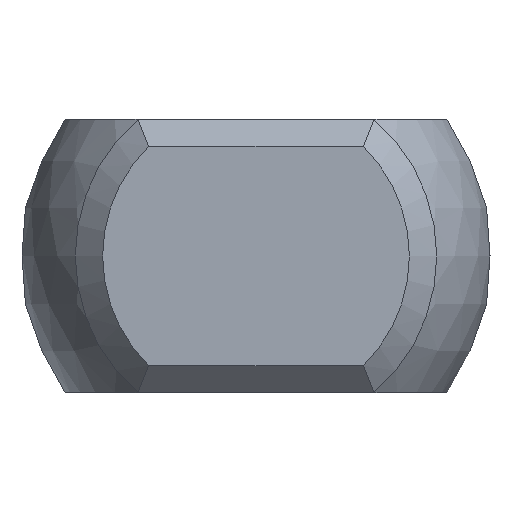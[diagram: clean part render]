
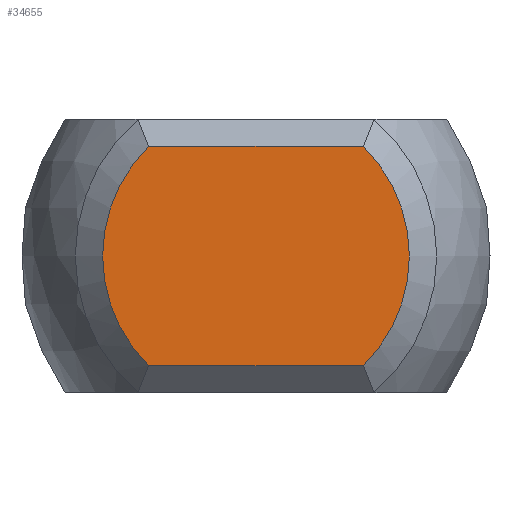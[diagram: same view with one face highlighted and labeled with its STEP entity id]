
A CAD part, left-side view. The second image highlights one B-rep face of the part: STEP entity #34655.
In plain terms, the highlighted planar face has unit normal (-1, 0, 0).
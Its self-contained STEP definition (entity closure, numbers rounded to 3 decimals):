
#33371 = PLANE('',#33372);
#33372 = AXIS2_PLACEMENT_3D('',#33373,#33374,#33375);
#33373 = CARTESIAN_POINT('',(-37.25,3.125,2.25));
#33374 = DIRECTION('',(0.707,0.,-0.707));
#33375 = DIRECTION('',(-0.707,0.,-0.707));
#34291 = EDGE_CURVE('',#34292,#34294,#34296,.T.);
#34292 = VERTEX_POINT('',#34293);
#34293 = CARTESIAN_POINT('',(-37.5,-1.96,-2.));
#34294 = VERTEX_POINT('',#34295);
#34295 = CARTESIAN_POINT('',(-37.5,-1.96,2.));
#34296 = SURFACE_CURVE('',#34297,(#34302,#34314),.PCURVE_S1.);
#34297 = CIRCLE('',#34298,2.8);
#34298 = AXIS2_PLACEMENT_3D('',#34299,#34300,#34301);
#34299 = CARTESIAN_POINT('',(-37.5,0.,0.));
#34300 = DIRECTION('',(-1.,0.,0.));
#34301 = DIRECTION('',(0.,-1.,0.));
#34302 = PCURVE('',#34303,#34308);
#34303 = CONICAL_SURFACE('',#34304,3.05,0.785);
#34304 = AXIS2_PLACEMENT_3D('',#34305,#34306,#34307);
#34305 = CARTESIAN_POINT('',(-37.25,0.,0.));
#34306 = DIRECTION('',(1.,0.,0.));
#34307 = DIRECTION('',(0.,-1.,0.));
#34308 = DEFINITIONAL_REPRESENTATION('',(#34309),#34313);
#34309 = LINE('',#34310,#34311);
#34310 = CARTESIAN_POINT('',(6.283,-0.25));
#34311 = VECTOR('',#34312,1.);
#34312 = DIRECTION('',(-1.,0.));
#34313 = ( GEOMETRIC_REPRESENTATION_CONTEXT(2) 
PARAMETRIC_REPRESENTATION_CONTEXT() REPRESENTATION_CONTEXT('2D SPACE',''
  ) );
#34314 = PCURVE('',#34315,#34320);
#34315 = PLANE('',#34316);
#34316 = AXIS2_PLACEMENT_3D('',#34317,#34318,#34319);
#34317 = CARTESIAN_POINT('',(-37.5,0.,0.));
#34318 = DIRECTION('',(1.,0.,0.));
#34319 = DIRECTION('',(0.,0.,-1.));
#34320 = DEFINITIONAL_REPRESENTATION('',(#34321),#34329);
#34321 = ( BOUNDED_CURVE() B_SPLINE_CURVE(2,(#34322,#34323,#34324,#34325
    ,#34326,#34327,#34328),.UNSPECIFIED.,.T.,.F.) 
B_SPLINE_CURVE_WITH_KNOTS((1,2,2,2,2,1),(-2.094,0.,
    2.094,4.189,6.283,8.378),
.UNSPECIFIED.) CURVE() GEOMETRIC_REPRESENTATION_ITEM() 
RATIONAL_B_SPLINE_CURVE((1.,0.5,1.,0.5,1.,0.5,1.)) REPRESENTATION_ITEM(
  '') );
#34322 = CARTESIAN_POINT('',(0.,-2.8));
#34323 = CARTESIAN_POINT('',(-4.85,-2.8));
#34324 = CARTESIAN_POINT('',(-2.425,1.4));
#34325 = CARTESIAN_POINT('',(0.,5.6));
#34326 = CARTESIAN_POINT('',(2.425,1.4));
#34327 = CARTESIAN_POINT('',(4.85,-2.8));
#34328 = CARTESIAN_POINT('',(0.,-2.8));
#34329 = ( GEOMETRIC_REPRESENTATION_CONTEXT(2) 
PARAMETRIC_REPRESENTATION_CONTEXT() REPRESENTATION_CONTEXT('2D SPACE',''
  ) );
#34347 = PLANE('',#34348);
#34348 = AXIS2_PLACEMENT_3D('',#34349,#34350,#34351);
#34349 = CARTESIAN_POINT('',(-37.25,-3.125,-2.25));
#34350 = DIRECTION('',(0.707,0.,0.707)
  );
#34351 = DIRECTION('',(0.707,0.,-0.707));
#34407 = EDGE_CURVE('',#34294,#34408,#34410,.T.);
#34408 = VERTEX_POINT('',#34409);
#34409 = CARTESIAN_POINT('',(-37.5,1.96,2.));
#34410 = SURFACE_CURVE('',#34411,(#34415,#34422),.PCURVE_S1.);
#34411 = LINE('',#34412,#34413);
#34412 = CARTESIAN_POINT('',(-37.5,3.125,2.));
#34413 = VECTOR('',#34414,1.);
#34414 = DIRECTION('',(0.,1.,0.));
#34415 = PCURVE('',#33371,#34416);
#34416 = DEFINITIONAL_REPRESENTATION('',(#34417),#34421);
#34417 = LINE('',#34418,#34419);
#34418 = CARTESIAN_POINT('',(0.354,0.));
#34419 = VECTOR('',#34420,1.);
#34420 = DIRECTION('',(0.,1.));
#34421 = ( GEOMETRIC_REPRESENTATION_CONTEXT(2) 
PARAMETRIC_REPRESENTATION_CONTEXT() REPRESENTATION_CONTEXT('2D SPACE',''
  ) );
#34422 = PCURVE('',#34315,#34423);
#34423 = DEFINITIONAL_REPRESENTATION('',(#34424),#34428);
#34424 = LINE('',#34425,#34426);
#34425 = CARTESIAN_POINT('',(-2.,3.125));
#34426 = VECTOR('',#34427,1.);
#34427 = DIRECTION('',(0.,1.));
#34428 = ( GEOMETRIC_REPRESENTATION_CONTEXT(2) 
PARAMETRIC_REPRESENTATION_CONTEXT() REPRESENTATION_CONTEXT('2D SPACE',''
  ) );
#34448 = CONICAL_SURFACE('',#34449,3.05,0.785);
#34449 = AXIS2_PLACEMENT_3D('',#34450,#34451,#34452);
#34450 = CARTESIAN_POINT('',(-37.25,0.,0.));
#34451 = DIRECTION('',(1.,0.,0.));
#34452 = DIRECTION('',(-0.,1.,0.));
#34462 = EDGE_CURVE('',#34408,#34463,#34465,.T.);
#34463 = VERTEX_POINT('',#34464);
#34464 = CARTESIAN_POINT('',(-37.5,1.96,-2.));
#34465 = SURFACE_CURVE('',#34466,(#34471,#34478),.PCURVE_S1.);
#34466 = CIRCLE('',#34467,2.8);
#34467 = AXIS2_PLACEMENT_3D('',#34468,#34469,#34470);
#34468 = CARTESIAN_POINT('',(-37.5,0.,0.));
#34469 = DIRECTION('',(-1.,0.,0.));
#34470 = DIRECTION('',(0.,1.,0.));
#34471 = PCURVE('',#34448,#34472);
#34472 = DEFINITIONAL_REPRESENTATION('',(#34473),#34477);
#34473 = LINE('',#34474,#34475);
#34474 = CARTESIAN_POINT('',(6.283,-0.25));
#34475 = VECTOR('',#34476,1.);
#34476 = DIRECTION('',(-1.,0.));
#34477 = ( GEOMETRIC_REPRESENTATION_CONTEXT(2) 
PARAMETRIC_REPRESENTATION_CONTEXT() REPRESENTATION_CONTEXT('2D SPACE',''
  ) );
#34478 = PCURVE('',#34315,#34479);
#34479 = DEFINITIONAL_REPRESENTATION('',(#34480),#34488);
#34480 = ( BOUNDED_CURVE() B_SPLINE_CURVE(2,(#34481,#34482,#34483,#34484
    ,#34485,#34486,#34487),.UNSPECIFIED.,.T.,.F.) 
B_SPLINE_CURVE_WITH_KNOTS((1,2,2,2,2,1),(-2.094,0.,
    2.094,4.189,6.283,8.378),
.UNSPECIFIED.) CURVE() GEOMETRIC_REPRESENTATION_ITEM() 
RATIONAL_B_SPLINE_CURVE((1.,0.5,1.,0.5,1.,0.5,1.)) REPRESENTATION_ITEM(
  '') );
#34481 = CARTESIAN_POINT('',(0.,2.8));
#34482 = CARTESIAN_POINT('',(4.85,2.8));
#34483 = CARTESIAN_POINT('',(2.425,-1.4));
#34484 = CARTESIAN_POINT('',(0.,-5.6));
#34485 = CARTESIAN_POINT('',(-2.425,-1.4));
#34486 = CARTESIAN_POINT('',(-4.85,2.8));
#34487 = CARTESIAN_POINT('',(0.,2.8));
#34488 = ( GEOMETRIC_REPRESENTATION_CONTEXT(2) 
PARAMETRIC_REPRESENTATION_CONTEXT() REPRESENTATION_CONTEXT('2D SPACE',''
  ) );
#34562 = EDGE_CURVE('',#34463,#34292,#34563,.T.);
#34563 = SURFACE_CURVE('',#34564,(#34568,#34575),.PCURVE_S1.);
#34564 = LINE('',#34565,#34566);
#34565 = CARTESIAN_POINT('',(-37.5,-3.125,-2.));
#34566 = VECTOR('',#34567,1.);
#34567 = DIRECTION('',(0.,-1.,0.));
#34568 = PCURVE('',#34347,#34569);
#34569 = DEFINITIONAL_REPRESENTATION('',(#34570),#34574);
#34570 = LINE('',#34571,#34572);
#34571 = CARTESIAN_POINT('',(-0.354,0.));
#34572 = VECTOR('',#34573,1.);
#34573 = DIRECTION('',(0.,-1.));
#34574 = ( GEOMETRIC_REPRESENTATION_CONTEXT(2) 
PARAMETRIC_REPRESENTATION_CONTEXT() REPRESENTATION_CONTEXT('2D SPACE',''
  ) );
#34575 = PCURVE('',#34315,#34576);
#34576 = DEFINITIONAL_REPRESENTATION('',(#34577),#34581);
#34577 = LINE('',#34578,#34579);
#34578 = CARTESIAN_POINT('',(2.,-3.125));
#34579 = VECTOR('',#34580,1.);
#34580 = DIRECTION('',(0.,-1.));
#34581 = ( GEOMETRIC_REPRESENTATION_CONTEXT(2) 
PARAMETRIC_REPRESENTATION_CONTEXT() REPRESENTATION_CONTEXT('2D SPACE',''
  ) );
#34655 = ADVANCED_FACE('',(#34656),#34315,.F.);
#34656 = FACE_BOUND('',#34657,.T.);
#34657 = EDGE_LOOP('',(#34658,#34659,#34660,#34661));
#34658 = ORIENTED_EDGE('',*,*,#34291,.T.);
#34659 = ORIENTED_EDGE('',*,*,#34407,.T.);
#34660 = ORIENTED_EDGE('',*,*,#34462,.T.);
#34661 = ORIENTED_EDGE('',*,*,#34562,.T.);
